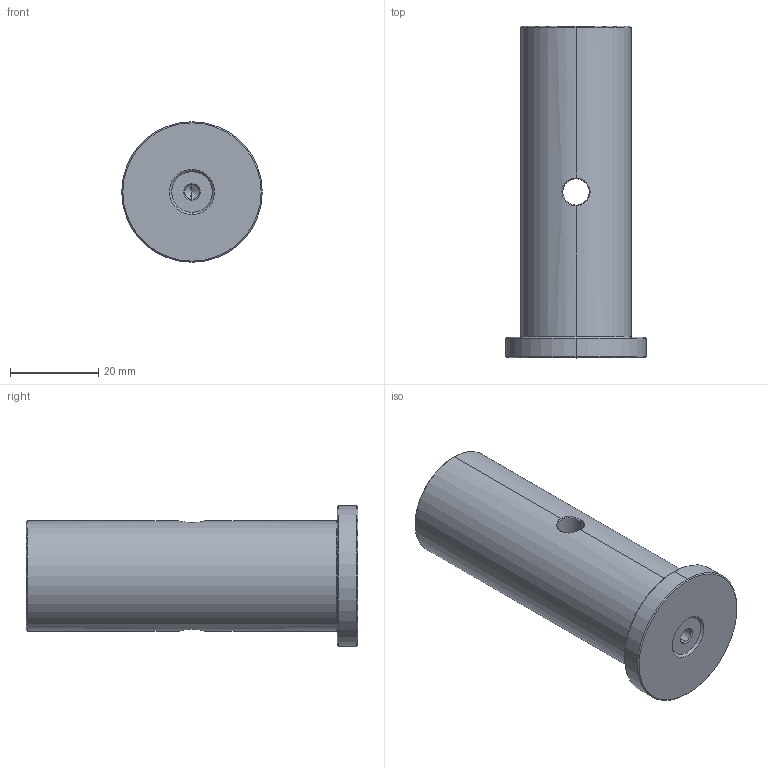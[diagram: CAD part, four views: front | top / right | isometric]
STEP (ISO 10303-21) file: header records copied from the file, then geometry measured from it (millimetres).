
FILE_DESCRIPTION(('FreeCAD Model'),'2;1');
FILE_NAME('Open CASCADE Shape Model','2023-10-11T14:23:22',('Author'),( ''),'Open CASCADE STEP processor 7.6','FreeCAD','Unknown');
FILE_SCHEMA(('AUTOMOTIVE_DESIGN { 1 0 10303 214 1 1 1 1 }'));
Length unit declared in the file: millimetre
Products named in the file (1): 20435-E0W
Bounding box: 31.75 x 75 x 31.75 mm (x, y, z)
Volume: 37299.9 mm3; surface area: 8120.2 mm2
Topology: 1 solids, 1 shells, 44 faces, 98 edges, 56 vertices
Faces by surface type: cone 22, cylinder 10, plane 6, bspline 4, torus 2
Entity records: 4558 total; most frequent: CARTESIAN_POINT 2365, DIRECTION 340, ORIENTED_EDGE 188, PCURVE 188, DEFINITIONAL_REPRESENTATION 188, LINE 162, VECTOR 162, EDGE_CURVE 94
